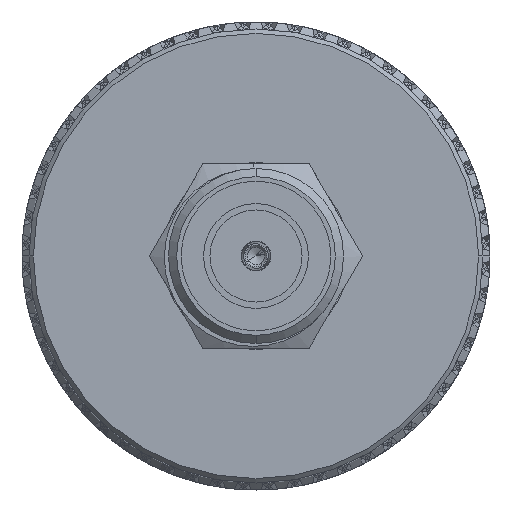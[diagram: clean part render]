
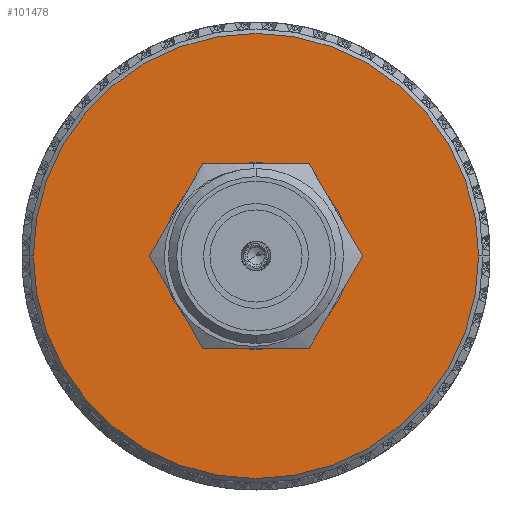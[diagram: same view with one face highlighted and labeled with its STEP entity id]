
A CAD part, left-side view. The second image highlights one B-rep face of the part: STEP entity #101478.
In plain terms, the highlighted face is planar.
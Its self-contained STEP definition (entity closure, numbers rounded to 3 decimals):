
#2905 = DIRECTION ( 'NONE',  ( 0., 1., 0. ) ) ;
#6489 = DIRECTION ( 'NONE',  ( 0., 1., 0. ) ) ;
#6706 = DIRECTION ( 'NONE',  ( 0., 1., 0. ) ) ;
#10027 = CIRCLE ( 'NONE', #62305, 1.905 ) ;
#11382 = CARTESIAN_POINT ( 'NONE',  ( 16.941, 0., 0. ) ) ;
#13778 = EDGE_CURVE ( 'NONE', #57005, #96540, #30993, .T. ) ;
#14916 = PLANE ( 'NONE',  #70417 ) ;
#18640 = DIRECTION ( 'NONE',  ( 0., 1., 0. ) ) ;
#20489 = DIRECTION ( 'NONE',  ( 1., 0., 0. ) ) ;
#22104 = VERTEX_POINT ( 'NONE', #70522 ) ;
#22786 = DIRECTION ( 'NONE',  ( 1., 0., 0. ) ) ;
#22995 = DIRECTION ( 'NONE',  ( 0., 1., 0. ) ) ;
#30993 = CIRCLE ( 'NONE', #96280, 1.905 ) ;
#34454 = CARTESIAN_POINT ( 'NONE',  ( 16.941, 0., 0. ) ) ;
#42662 = ORIENTED_EDGE ( 'NONE', *, *, #105200, .F. ) ;
#49345 = DIRECTION ( 'NONE',  ( -1., 0., 0. ) ) ;
#49984 = FACE_BOUND ( 'NONE', #71088, .T. ) ;
#50461 = DIRECTION ( 'NONE',  ( -1., 0., 0. ) ) ;
#57005 = VERTEX_POINT ( 'NONE', #85053 ) ;
#57447 = CARTESIAN_POINT ( 'NONE',  ( 16.941, 0., 0. ) ) ;
#62305 = AXIS2_PLACEMENT_3D ( 'NONE', #34454, #22786, #18640 ) ;
#67582 = VERTEX_POINT ( 'NONE', #73061 ) ;
#70417 = AXIS2_PLACEMENT_3D ( 'NONE', #86724, #113032, #6706 ) ;
#70522 = CARTESIAN_POINT ( 'NONE',  ( 16.941, 9.666, 0. ) ) ;
#71088 = EDGE_LOOP ( 'NONE', ( #108490, #97542 ) ) ;
#73061 = CARTESIAN_POINT ( 'NONE',  ( 16.941, -9.666, 0. ) ) ;
#73577 = CARTESIAN_POINT ( 'NONE',  ( 16.941, 0., 0. ) ) ;
#77040 = AXIS2_PLACEMENT_3D ( 'NONE', #11382, #49345, #6489 ) ;
#79836 = EDGE_CURVE ( 'NONE', #22104, #67582, #104992, .T. ) ;
#81765 = CIRCLE ( 'NONE', #102257, 9.666 ) ;
#82022 = EDGE_CURVE ( 'NONE', #96540, #57005, #10027, .T. ) ;
#85053 = CARTESIAN_POINT ( 'NONE',  ( 16.941, -1.905, 0. ) ) ;
#86724 = CARTESIAN_POINT ( 'NONE',  ( 16.941, 7.506, 0. ) ) ;
#87302 = FACE_OUTER_BOUND ( 'NONE', #109445, .T. ) ;
#95676 = ORIENTED_EDGE ( 'NONE', *, *, #79836, .F. ) ;
#96280 = AXIS2_PLACEMENT_3D ( 'NONE', #73577, #20489, #2905 ) ;
#96540 = VERTEX_POINT ( 'NONE', #102201 ) ;
#97542 = ORIENTED_EDGE ( 'NONE', *, *, #82022, .F. ) ;
#101478 = ADVANCED_FACE ( 'NONE', ( #87302, #49984 ), #14916, .T. ) ;
#102201 = CARTESIAN_POINT ( 'NONE',  ( 16.941, 1.905, 0. ) ) ;
#102257 = AXIS2_PLACEMENT_3D ( 'NONE', #57447, #50461, #22995 ) ;
#104992 = CIRCLE ( 'NONE', #77040, 9.666 ) ;
#105200 = EDGE_CURVE ( 'NONE', #67582, #22104, #81765, .T. ) ;
#108490 = ORIENTED_EDGE ( 'NONE', *, *, #13778, .F. ) ;
#109445 = EDGE_LOOP ( 'NONE', ( #42662, #95676 ) ) ;
#113032 = DIRECTION ( 'NONE',  ( 1., 0., 0. ) ) ;
